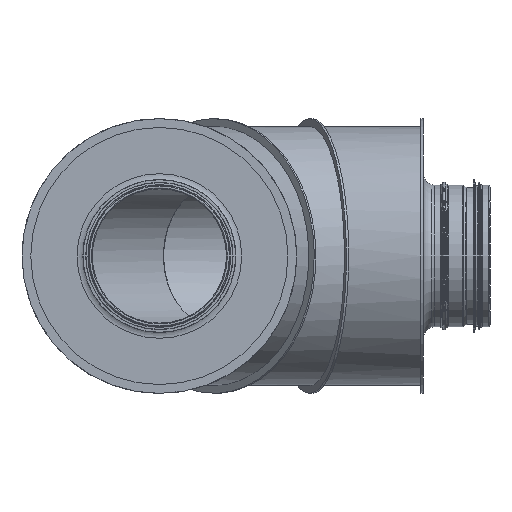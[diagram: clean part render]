
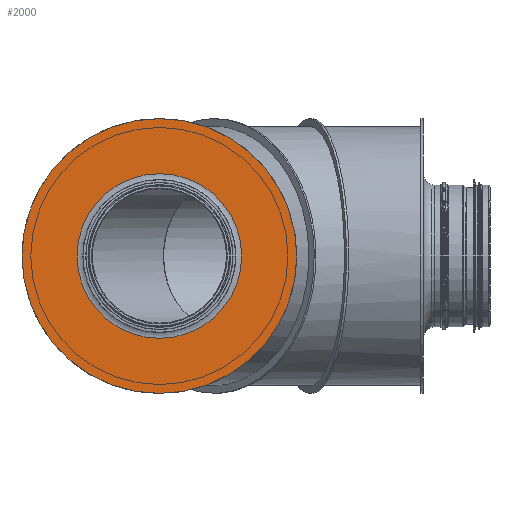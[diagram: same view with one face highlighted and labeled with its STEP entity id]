
A CAD part, front view. The second image highlights one B-rep face of the part: STEP entity #2000.
In plain terms, the highlighted planar face has unit normal (0, -1, 0).
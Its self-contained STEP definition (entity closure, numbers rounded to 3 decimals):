
#283=PLANE('',#2292);
#386=FACE_BOUND('',#821,.T.);
#552=FACE_OUTER_BOUND('',#820,.T.);
#820=EDGE_LOOP('',(#1743));
#821=EDGE_LOOP('',(#1744));
#976=CIRCLE('',#2247,72.025);
#987=CIRCLE('',#2291,120.2);
#1124=VERTEX_POINT('',#4340);
#1153=VERTEX_POINT('',#5488);
#1318=EDGE_CURVE('',#1124,#1124,#976,.T.);
#1360=EDGE_CURVE('',#1153,#1153,#987,.T.);
#1743=ORIENTED_EDGE('',*,*,#1360,.F.);
#1744=ORIENTED_EDGE('',*,*,#1318,.F.);
#2000=ADVANCED_FACE('',(#552,#386),#283,.F.);
#2247=AXIS2_PLACEMENT_3D('',#4341,#2769,#2770);
#2291=AXIS2_PLACEMENT_3D('',#5489,#2864,#2865);
#2292=AXIS2_PLACEMENT_3D('',#5490,#2866,#2867);
#2769=DIRECTION('center_axis',(0.,-1.,0.));
#2770=DIRECTION('ref_axis',(1.,0.,0.));
#2864=DIRECTION('center_axis',(0.,1.,0.));
#2865=DIRECTION('ref_axis',(-1.,0.,0.));
#2866=DIRECTION('center_axis',(0.,1.,0.));
#2867=DIRECTION('ref_axis',(0.,0.,1.));
#4340=CARTESIAN_POINT('',(-108.975,-50.,0.));
#4341=CARTESIAN_POINT('Origin',(-181.,-50.,0.));
#5488=CARTESIAN_POINT('',(-60.8,-50.,0.));
#5489=CARTESIAN_POINT('Origin',(-181.,-50.,0.));
#5490=CARTESIAN_POINT('Origin',(-68.5,-50.,0.));
